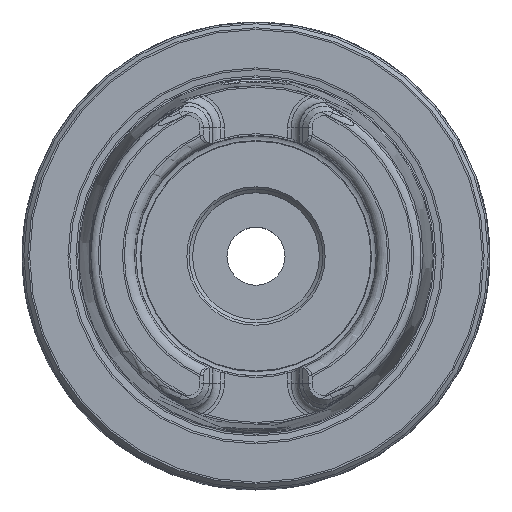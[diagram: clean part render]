
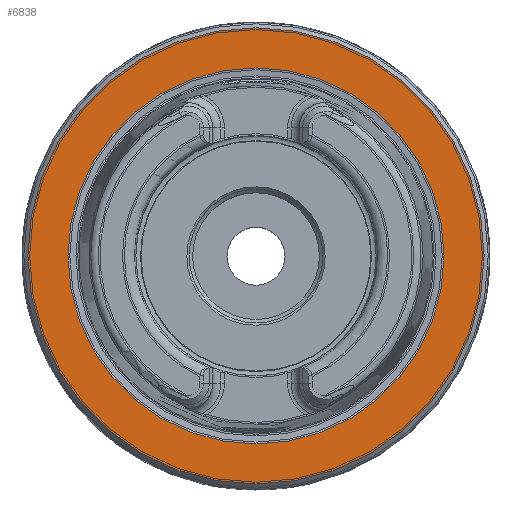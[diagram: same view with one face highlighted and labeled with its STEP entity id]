
A CAD part, top view. The second image highlights one B-rep face of the part: STEP entity #6838.
In plain terms, the highlighted planar face has unit normal (0, 0, 1).
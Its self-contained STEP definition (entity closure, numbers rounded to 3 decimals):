
#708=PLANE('',#7371);
#1770=ORIENTED_EDGE('',*,*,#2534,.T.);
#1771=ORIENTED_EDGE('',*,*,#2538,.F.);
#2534=EDGE_CURVE('',#3033,#3033,#3342,.T.);
#2538=EDGE_CURVE('',#3036,#3036,#3346,.T.);
#3033=VERTEX_POINT('',#10593);
#3036=VERTEX_POINT('',#10606);
#3342=CIRCLE('',#7362,19.65);
#3346=CIRCLE('',#7372,16.195);
#3766=EDGE_LOOP('',(#1770));
#3767=EDGE_LOOP('',(#1771));
#4230=FACE_BOUND('',#3766,.T.);
#4231=FACE_BOUND('',#3767,.T.);
#6838=ADVANCED_FACE('',(#4230,#4231),#708,.T.);
#7362=AXIS2_PLACEMENT_3D('',#10592,#8543,#8544);
#7371=AXIS2_PLACEMENT_3D('',#10604,#8561,#8562);
#7372=AXIS2_PLACEMENT_3D('',#10605,#8563,#8564);
#8543=DIRECTION('',(0.,0.,1.));
#8544=DIRECTION('',(1.,0.,0.));
#8561=DIRECTION('',(0.,0.,1.));
#8562=DIRECTION('',(1.,0.,0.));
#8563=DIRECTION('',(0.,0.,1.));
#8564=DIRECTION('',(1.,0.,0.));
#10592=CARTESIAN_POINT('',(0.,0.,0.2));
#10593=CARTESIAN_POINT('',(19.65,0.,0.2));
#10604=CARTESIAN_POINT('',(16.195,0.,0.2));
#10605=CARTESIAN_POINT('',(0.,0.,0.2));
#10606=CARTESIAN_POINT('',(16.195,0.,0.2));
